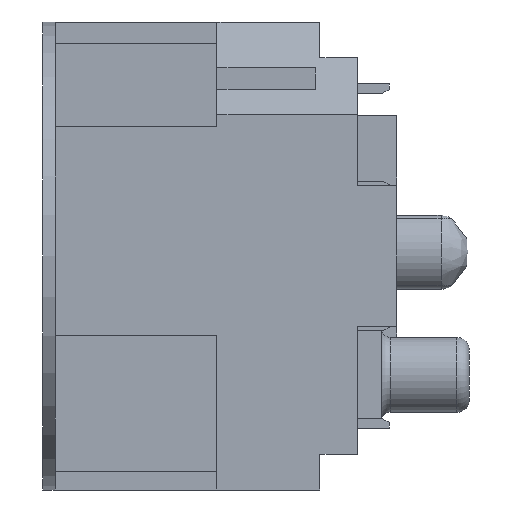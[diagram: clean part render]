
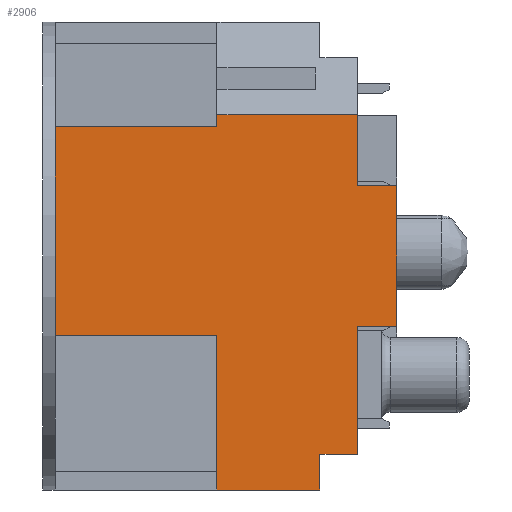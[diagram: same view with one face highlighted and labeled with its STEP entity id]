
A CAD part, left-side view. The second image highlights one B-rep face of the part: STEP entity #2906.
In plain terms, the highlighted planar face has unit normal (-1, 0, 0).
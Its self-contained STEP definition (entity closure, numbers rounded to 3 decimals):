
#2906 = ADVANCED_FACE( '', ( #6007 ), #6008, .F. );
#6007 = FACE_OUTER_BOUND( '', #9336, .T. );
#6008 = PLANE( '', #9337 );
#9336 = EDGE_LOOP( '', ( #18629, #18630, #18631, #18632, #18633, #18634, #18635, #18636, #18637, #18638, #18639, #18640, #18641, #18642 ) );
#9337 = AXIS2_PLACEMENT_3D( '', #18643, #18644, #18645 );
#18629 = ORIENTED_EDGE( '', *, *, #24957, .F. );
#18630 = ORIENTED_EDGE( '', *, *, #21280, .F. );
#18631 = ORIENTED_EDGE( '', *, *, #23449, .T. );
#18632 = ORIENTED_EDGE( '', *, *, #24308, .F. );
#18633 = ORIENTED_EDGE( '', *, *, #23566, .T. );
#18634 = ORIENTED_EDGE( '', *, *, #25240, .T. );
#18635 = ORIENTED_EDGE( '', *, *, #23446, .T. );
#18636 = ORIENTED_EDGE( '', *, *, #23049, .F. );
#18637 = ORIENTED_EDGE( '', *, *, #23736, .F. );
#18638 = ORIENTED_EDGE( '', *, *, #25171, .T. );
#18639 = ORIENTED_EDGE( '', *, *, #22547, .F. );
#18640 = ORIENTED_EDGE( '', *, *, #25241, .F. );
#18641 = ORIENTED_EDGE( '', *, *, #25242, .F. );
#18642 = ORIENTED_EDGE( '', *, *, #25243, .T. );
#18643 = CARTESIAN_POINT( '', ( -5.535, 2.5, 3.23 ) );
#18644 = DIRECTION( '', ( 1., 0., 0. ) );
#18645 = DIRECTION( '', ( 0., 0., -1. ) );
#21280 = EDGE_CURVE( '', #25822, #25818, #25824, .T. );
#22547 = EDGE_CURVE( '', #28061, #28063, #28064, .T. );
#23049 = EDGE_CURVE( '', #28873, #28875, #28876, .T. );
#23446 = EDGE_CURVE( '', #29504, #28875, #29505, .T. );
#23449 = EDGE_CURVE( '', #25822, #29507, #29509, .T. );
#23566 = EDGE_CURVE( '', #29702, #29704, #29706, .T. );
#23736 = EDGE_CURVE( '', #29955, #28873, #29957, .T. );
#24308 = EDGE_CURVE( '', #29702, #29507, #30763, .T. );
#24957 = EDGE_CURVE( '', #25818, #31608, #31609, .T. );
#25171 = EDGE_CURVE( '', #29955, #28063, #31850, .T. );
#25240 = EDGE_CURVE( '', #29704, #29504, #31926, .T. );
#25241 = EDGE_CURVE( '', #31927, #28061, #31928, .T. );
#25242 = EDGE_CURVE( '', #31929, #31927, #31930, .T. );
#25243 = EDGE_CURVE( '', #31929, #31608, #31931, .T. );
#25818 = VERTEX_POINT( '', #32602 );
#25822 = VERTEX_POINT( '', #32608 );
#25824 = LINE( '', #32611, #32612 );
#28061 = VERTEX_POINT( '', #35785 );
#28063 = VERTEX_POINT( '', #35788 );
#28064 = LINE( '', #35789, #35790 );
#28873 = VERTEX_POINT( '', #36984 );
#28875 = VERTEX_POINT( '', #36987 );
#28876 = LINE( '', #36988, #36989 );
#29504 = VERTEX_POINT( '', #37943 );
#29505 = LINE( '', #37944, #37945 );
#29507 = VERTEX_POINT( '', #37948 );
#29509 = LINE( '', #37951, #37952 );
#29702 = VERTEX_POINT( '', #38247 );
#29704 = VERTEX_POINT( '', #38250 );
#29706 = LINE( '', #38253, #38254 );
#29955 = VERTEX_POINT( '', #38614 );
#29957 = LINE( '', #38617, #38618 );
#30763 = LINE( '', #39799, #39800 );
#31608 = VERTEX_POINT( '', #41064 );
#31609 = LINE( '', #41065, #41066 );
#31850 = LINE( '', #41415, #41416 );
#31926 = LINE( '', #41529, #41530 );
#31927 = VERTEX_POINT( '', #41531 );
#31928 = LINE( '', #41532, #41533 );
#31929 = VERTEX_POINT( '', #41534 );
#31930 = LINE( '', #41535, #41536 );
#31931 = LINE( '', #41537, #41538 );
#32602 = CARTESIAN_POINT( '', ( -5.535, 2.12, 0.4 ) );
#32608 = CARTESIAN_POINT( '', ( -5.535, 2.12, 0. ) );
#32611 = CARTESIAN_POINT( '', ( -5.535, 2.12, 3.23 ) );
#32612 = VECTOR( '', #42225, 1000. );
#35785 = CARTESIAN_POINT( '', ( -5.535, 0.85, 3.23 ) );
#35788 = CARTESIAN_POINT( '', ( -5.535, -1.38, 3.23 ) );
#35789 = CARTESIAN_POINT( '', ( -5.535, 2.5, 3.23 ) );
#35790 = VECTOR( '', #43640, 1000. );
#36984 = CARTESIAN_POINT( '', ( -5.535, -1.51, 1.5 ) );
#36987 = CARTESIAN_POINT( '', ( -5.535, -1.51, 0. ) );
#36988 = CARTESIAN_POINT( '', ( -5.535, -1.51, 3.23 ) );
#36989 = VECTOR( '', #44123, 1000. );
#37943 = CARTESIAN_POINT( '', ( -5.535, -0.75, 0. ) );
#37944 = CARTESIAN_POINT( '', ( -5.535, 2.5, 0. ) );
#37945 = VECTOR( '', #44504, 1000. );
#37948 = CARTESIAN_POINT( '', ( -5.535, 0.75, 0. ) );
#37951 = CARTESIAN_POINT( '', ( -5.535, 2.5, 0. ) );
#37952 = VECTOR( '', #44507, 1000. );
#38247 = CARTESIAN_POINT( '', ( -5.535, 0.75, -0.42 ) );
#38250 = CARTESIAN_POINT( '', ( -5.535, -0.75, -0.42 ) );
#38253 = CARTESIAN_POINT( '', ( -5.535, 0.75, -0.42 ) );
#38254 = VECTOR( '', #44639, 1000. );
#38614 = CARTESIAN_POINT( '', ( -5.535, -1.38, 1.5 ) );
#38617 = CARTESIAN_POINT( '', ( -5.535, 2.5, 1.5 ) );
#38618 = VECTOR( '', #44824, 1000. );
#39799 = CARTESIAN_POINT( '', ( -5.535, 0.75, -0.42 ) );
#39800 = VECTOR( '', #45404, 1000. );
#41064 = CARTESIAN_POINT( '', ( -5.535, 2.5, 0.4 ) );
#41065 = CARTESIAN_POINT( '', ( -5.535, 2.5, 0.4 ) );
#41066 = VECTOR( '', #46007, 1000. );
#41415 = CARTESIAN_POINT( '', ( -5.535, -1.38, 1.5 ) );
#41416 = VECTOR( '', #46170, 1000. );
#41529 = CARTESIAN_POINT( '', ( -5.535, -0.75, -0.42 ) );
#41530 = VECTOR( '', #46214, 1000. );
#41531 = CARTESIAN_POINT( '', ( -5.535, 0.85, 1.5 ) );
#41532 = CARTESIAN_POINT( '', ( -5.535, 0.85, 1.5 ) );
#41533 = VECTOR( '', #46215, 1000. );
#41534 = CARTESIAN_POINT( '', ( -5.535, 2.5, 1.5 ) );
#41535 = CARTESIAN_POINT( '', ( -5.535, 2.5, 1.5 ) );
#41536 = VECTOR( '', #46216, 1000. );
#41537 = CARTESIAN_POINT( '', ( -5.535, 2.5, 3.23 ) );
#41538 = VECTOR( '', #46217, 1000. );
#42225 = DIRECTION( '', ( 0., 0., 1. ) );
#43640 = DIRECTION( '', ( 0., -1., 0. ) );
#44123 = DIRECTION( '', ( 0., 0., -1. ) );
#44504 = DIRECTION( '', ( 0., -1., 0. ) );
#44507 = DIRECTION( '', ( 0., -1., 0. ) );
#44639 = DIRECTION( '', ( 0., -1., 0. ) );
#44824 = DIRECTION( '', ( 0., -1., 0. ) );
#45404 = DIRECTION( '', ( 0., 0., 1. ) );
#46007 = DIRECTION( '', ( 0., 1., 0. ) );
#46170 = DIRECTION( '', ( 0., 0., 1. ) );
#46214 = DIRECTION( '', ( 0., 0., 1. ) );
#46215 = DIRECTION( '', ( 0., 0., 1. ) );
#46216 = DIRECTION( '', ( 0., -1., 0. ) );
#46217 = DIRECTION( '', ( 0., 0., -1. ) );
